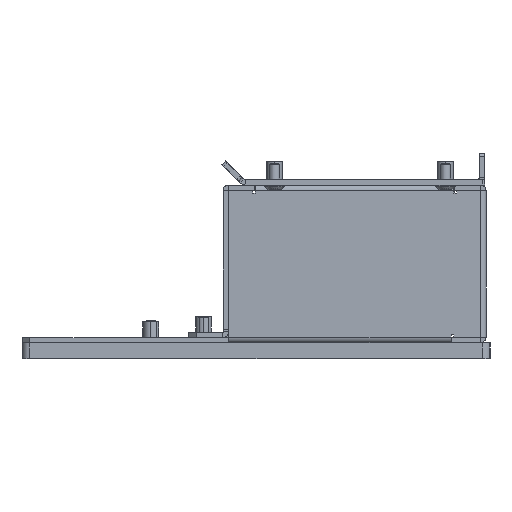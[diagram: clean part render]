
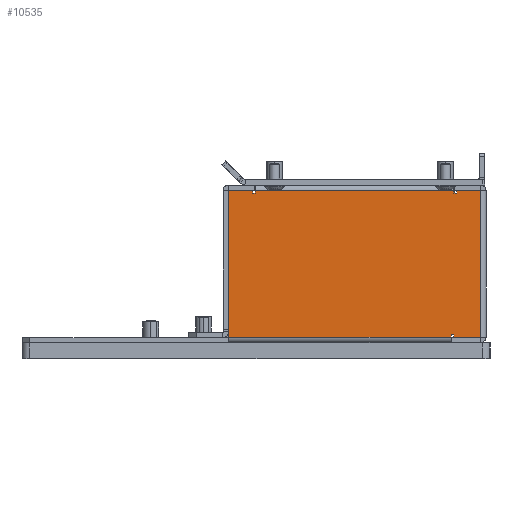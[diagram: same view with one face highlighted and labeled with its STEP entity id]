
A CAD part, left-side view. The second image highlights one B-rep face of the part: STEP entity #10535.
In plain terms, the highlighted face is planar.
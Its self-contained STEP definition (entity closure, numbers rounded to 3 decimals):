
#31 = LINE ( 'NONE', #3167, #368 ) ;
#224 = VERTEX_POINT ( 'NONE', #11285 ) ;
#243 = CARTESIAN_POINT ( 'NONE',  ( 229., 12.2, 0.1 ) ) ;
#368 = VECTOR ( 'NONE', #2217, 1000. ) ;
#405 = VERTEX_POINT ( 'NONE', #672 ) ;
#479 = CARTESIAN_POINT ( 'NONE',  ( 229., 0., 54.9 ) ) ;
#672 = CARTESIAN_POINT ( 'NONE',  ( 229., 11.2, 0. ) ) ;
#778 = EDGE_CURVE ( 'NONE', #224, #8485, #11018, .T. ) ;
#1053 = PLANE ( 'NONE',  #2442 ) ;
#1076 = CARTESIAN_POINT ( 'NONE',  ( 229., 12.2, 0.1 ) ) ;
#1110 = CARTESIAN_POINT ( 'NONE',  ( 229., 88.8, 1.1 ) ) ;
#1342 = DIRECTION ( 'NONE',  ( -1., 0., 0. ) ) ;
#1459 = DIRECTION ( 'NONE',  ( 0., 0., 1. ) ) ;
#1742 = EDGE_CURVE ( 'NONE', #8278, #224, #13580, .T. ) ;
#1796 = LINE ( 'NONE', #479, #10330 ) ;
#1903 = ORIENTED_EDGE ( 'NONE', *, *, #9983, .T. ) ;
#1942 = ORIENTED_EDGE ( 'NONE', *, *, #8333, .T. ) ;
#1982 = DIRECTION ( 'NONE',  ( 0., 0., -1. ) ) ;
#1989 = ORIENTED_EDGE ( 'NONE', *, *, #5794, .T. ) ;
#2112 = DIRECTION ( 'NONE',  ( 0., 0., 1. ) ) ;
#2151 = DIRECTION ( 'NONE',  ( 0., 1., 0. ) ) ;
#2176 = CARTESIAN_POINT ( 'NONE',  ( 229., 97.999, 55.9 ) ) ;
#2217 = DIRECTION ( 'NONE',  ( 0., -1., 0. ) ) ;
#2305 = CARTESIAN_POINT ( 'NONE',  ( 229., 0., 1.1 ) ) ;
#2319 = ORIENTED_EDGE ( 'NONE', *, *, #778, .F. ) ;
#2363 = EDGE_CURVE ( 'NONE', #9139, #8759, #7216, .T. ) ;
#2442 = AXIS2_PLACEMENT_3D ( 'NONE', #6565, #1342, #9897 ) ;
#2457 = ORIENTED_EDGE ( 'NONE', *, *, #3447, .T. ) ;
#2534 = CARTESIAN_POINT ( 'NONE',  ( 229., 0., 56. ) ) ;
#2660 = VECTOR ( 'NONE', #6001, 1000. ) ;
#2744 = ORIENTED_EDGE ( 'NONE', *, *, #8508, .F. ) ;
#2936 = VECTOR ( 'NONE', #9847, 1000. ) ;
#2943 = ORIENTED_EDGE ( 'NONE', *, *, #1742, .F. ) ;
#2970 = LINE ( 'NONE', #10872, #2936 ) ;
#3086 = EDGE_CURVE ( 'NONE', #9943, #7803, #6396, .T. ) ;
#3167 = CARTESIAN_POINT ( 'NONE',  ( 229., 0., 1.1 ) ) ;
#3428 = VERTEX_POINT ( 'NONE', #1076 ) ;
#3447 = EDGE_CURVE ( 'NONE', #6637, #8302, #2970, .T. ) ;
#3512 = FACE_OUTER_BOUND ( 'NONE', #11616, .T. ) ;
#3637 = ORIENTED_EDGE ( 'NONE', *, *, #5117, .T. ) ;
#3664 = DIRECTION ( 'NONE',  ( 0., 0., 1. ) ) ;
#3816 = LINE ( 'NONE', #4677, #6163 ) ;
#3818 = VERTEX_POINT ( 'NONE', #8681 ) ;
#3826 = CARTESIAN_POINT ( 'NONE',  ( 229., 87.8, 1.1 ) ) ;
#3893 = ORIENTED_EDGE ( 'NONE', *, *, #3086, .F. ) ;
#4033 = ORIENTED_EDGE ( 'NONE', *, *, #7681, .F. ) ;
#4069 = LINE ( 'NONE', #5373, #9754 ) ;
#4288 = CARTESIAN_POINT ( 'NONE',  ( 229., 12.2, 54.9 ) ) ;
#4378 = CARTESIAN_POINT ( 'NONE',  ( 229., 0., 0. ) ) ;
#4549 = ORIENTED_EDGE ( 'NONE', *, *, #13049, .F. ) ;
#4677 = CARTESIAN_POINT ( 'NONE',  ( 229., 97.999, 56. ) ) ;
#4899 = ORIENTED_EDGE ( 'NONE', *, *, #5465, .F. ) ;
#5032 = VECTOR ( 'NONE', #12465, 1000. ) ;
#5117 = EDGE_CURVE ( 'NONE', #3428, #7803, #7523, .T. ) ;
#5373 = CARTESIAN_POINT ( 'NONE',  ( 229., 13.2, 56. ) ) ;
#5465 = EDGE_CURVE ( 'NONE', #13061, #3818, #10812, .T. ) ;
#5757 = CARTESIAN_POINT ( 'NONE',  ( 229., 13.2, 55.9 ) ) ;
#5794 = EDGE_CURVE ( 'NONE', #8278, #5953, #7116, .T. ) ;
#5819 = VERTEX_POINT ( 'NONE', #11476 ) ;
#5951 = CARTESIAN_POINT ( 'NONE',  ( 229., 2.1, 56. ) ) ;
#5953 = VERTEX_POINT ( 'NONE', #11850 ) ;
#5986 = VECTOR ( 'NONE', #9221, 1000. ) ;
#6001 = DIRECTION ( 'NONE',  ( 0., 1., 0. ) ) ;
#6163 = VECTOR ( 'NONE', #9327, 1000. ) ;
#6299 = VECTOR ( 'NONE', #1982, 1000. ) ;
#6396 = LINE ( 'NONE', #10820, #7792 ) ;
#6565 = CARTESIAN_POINT ( 'NONE',  ( 229., 0., 56. ) ) ;
#6637 = VERTEX_POINT ( 'NONE', #2176 ) ;
#6646 = CARTESIAN_POINT ( 'NONE',  ( 229., 2.1, 56. ) ) ;
#6849 = LINE ( 'NONE', #4378, #13054 ) ;
#7116 = LINE ( 'NONE', #5951, #5986 ) ;
#7147 = CARTESIAN_POINT ( 'NONE',  ( 229., 88.8, 56. ) ) ;
#7202 = CARTESIAN_POINT ( 'NONE',  ( 229., 88.8, 0. ) ) ;
#7216 = LINE ( 'NONE', #7147, #9141 ) ;
#7497 = CARTESIAN_POINT ( 'NONE',  ( 229., 11.2, 56. ) ) ;
#7523 = LINE ( 'NONE', #243, #5032 ) ;
#7604 = VECTOR ( 'NONE', #11161, 1000. ) ;
#7610 = EDGE_CURVE ( 'NONE', #3428, #13061, #9440, .T. ) ;
#7667 = LINE ( 'NONE', #9774, #14017 ) ;
#7681 = EDGE_CURVE ( 'NONE', #5819, #8302, #4069, .T. ) ;
#7792 = VECTOR ( 'NONE', #12201, 1000. ) ;
#7803 = VERTEX_POINT ( 'NONE', #13752 ) ;
#8278 = VERTEX_POINT ( 'NONE', #6646 ) ;
#8302 = VERTEX_POINT ( 'NONE', #5757 ) ;
#8333 = EDGE_CURVE ( 'NONE', #9139, #12484, #6849, .T. ) ;
#8485 = VERTEX_POINT ( 'NONE', #4288 ) ;
#8508 = EDGE_CURVE ( 'NONE', #3818, #405, #10905, .T. ) ;
#8515 = ORIENTED_EDGE ( 'NONE', *, *, #2363, .F. ) ;
#8554 = DIRECTION ( 'NONE',  ( 0., 0., -1. ) ) ;
#8681 = CARTESIAN_POINT ( 'NONE',  ( 229., 11.2, 1.1 ) ) ;
#8759 = VERTEX_POINT ( 'NONE', #1110 ) ;
#8817 = DIRECTION ( 'NONE',  ( 0., 1., 0. ) ) ;
#9130 = CARTESIAN_POINT ( 'NONE',  ( 229., 97.999, 0. ) ) ;
#9139 = VERTEX_POINT ( 'NONE', #7202 ) ;
#9141 = VECTOR ( 'NONE', #3664, 1000. ) ;
#9221 = DIRECTION ( 'NONE',  ( 0., 0., -1. ) ) ;
#9246 = ORIENTED_EDGE ( 'NONE', *, *, #11669, .F. ) ;
#9327 = DIRECTION ( 'NONE',  ( 0., 0., -1. ) ) ;
#9440 = LINE ( 'NONE', #10459, #10210 ) ;
#9481 = DIRECTION ( 'NONE',  ( 0., 1., 0. ) ) ;
#9754 = VECTOR ( 'NONE', #2112, 1000. ) ;
#9774 = CARTESIAN_POINT ( 'NONE',  ( 229., 0., 0. ) ) ;
#9847 = DIRECTION ( 'NONE',  ( 0., -1., 0. ) ) ;
#9897 = DIRECTION ( 'NONE',  ( 0., -1., 0. ) ) ;
#9943 = VERTEX_POINT ( 'NONE', #3826 ) ;
#9983 = EDGE_CURVE ( 'NONE', #5953, #405, #7667, .T. ) ;
#10013 = ORIENTED_EDGE ( 'NONE', *, *, #7610, .F. ) ;
#10210 = VECTOR ( 'NONE', #1459, 1000. ) ;
#10279 = ORIENTED_EDGE ( 'NONE', *, *, #12857, .F. ) ;
#10330 = VECTOR ( 'NONE', #9481, 1000. ) ;
#10459 = CARTESIAN_POINT ( 'NONE',  ( 229., 12.2, 56. ) ) ;
#10535 = ADVANCED_FACE ( 'NONE', ( #3512 ), #1053, .F. ) ;
#10812 = LINE ( 'NONE', #2305, #7604 ) ;
#10820 = CARTESIAN_POINT ( 'NONE',  ( 229., 87.8, 56. ) ) ;
#10872 = CARTESIAN_POINT ( 'NONE',  ( 229., 97.999, 55.9 ) ) ;
#10905 = LINE ( 'NONE', #7497, #6299 ) ;
#10962 = VECTOR ( 'NONE', #8554, 1000. ) ;
#11018 = LINE ( 'NONE', #12192, #10962 ) ;
#11161 = DIRECTION ( 'NONE',  ( 0., -1., 0. ) ) ;
#11285 = CARTESIAN_POINT ( 'NONE',  ( 229., 12.2, 56. ) ) ;
#11476 = CARTESIAN_POINT ( 'NONE',  ( 229., 13.2, 54.9 ) ) ;
#11616 = EDGE_LOOP ( 'NONE', ( #2744, #4899, #10013, #3637, #3893, #4549, #8515, #1942, #10279, #2457, #4033, #9246, #2319, #2943, #1989, #1903 ) ) ;
#11669 = EDGE_CURVE ( 'NONE', #8485, #5819, #1796, .T. ) ;
#11850 = CARTESIAN_POINT ( 'NONE',  ( 229., 2.1, 0. ) ) ;
#12192 = CARTESIAN_POINT ( 'NONE',  ( 229., 12.2, 56. ) ) ;
#12201 = DIRECTION ( 'NONE',  ( 0., 0., -1. ) ) ;
#12465 = DIRECTION ( 'NONE',  ( 0., 1., 0. ) ) ;
#12484 = VERTEX_POINT ( 'NONE', #9130 ) ;
#12857 = EDGE_CURVE ( 'NONE', #6637, #12484, #3816, .T. ) ;
#13049 = EDGE_CURVE ( 'NONE', #8759, #9943, #31, .T. ) ;
#13054 = VECTOR ( 'NONE', #8817, 1000. ) ;
#13061 = VERTEX_POINT ( 'NONE', #13214 ) ;
#13214 = CARTESIAN_POINT ( 'NONE',  ( 229., 12.2, 1.1 ) ) ;
#13580 = LINE ( 'NONE', #2534, #2660 ) ;
#13752 = CARTESIAN_POINT ( 'NONE',  ( 229., 87.8, 0.1 ) ) ;
#14017 = VECTOR ( 'NONE', #2151, 1000. ) ;
